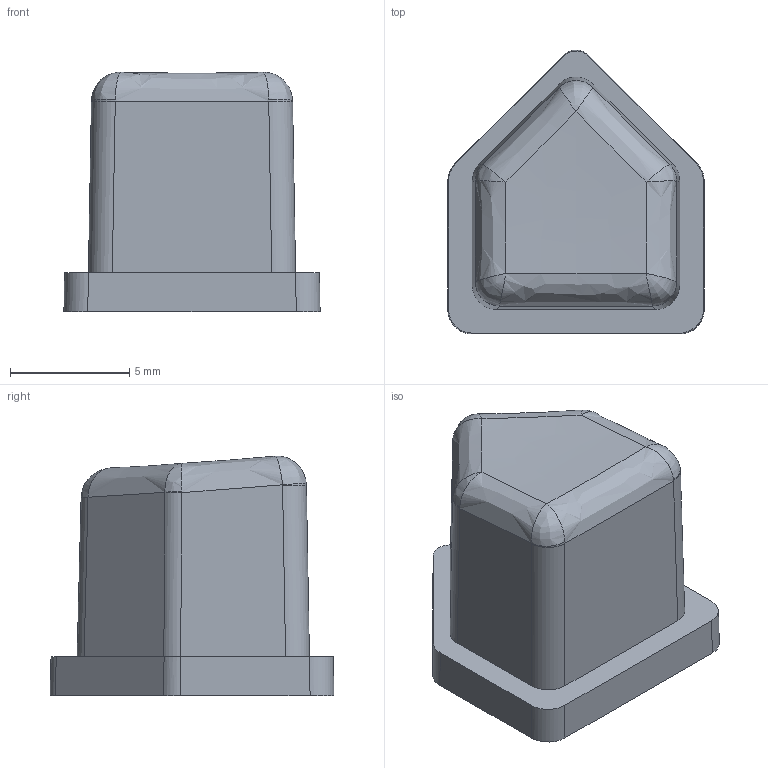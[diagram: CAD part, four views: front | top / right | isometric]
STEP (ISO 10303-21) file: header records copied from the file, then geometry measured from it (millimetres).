
FILE_DESCRIPTION(/* description */ (''),/* implementation_level */ '2;1');
FILE_NAME(/* name */ 'DPad.step',/* time_stamp */ '2025-05-19T13:11:25-07:00',/* author */ (''),/* organization */ (''),/* preprocessor_version */ 'ST-DEVELOPER v20.1',/* originating_system */ 'Autodesk Translation Framework v14.4.0.0',/* authorisation */ '');
FILE_SCHEMA (('AUTOMOTIVE_DESIGN { 1 0 10303 214 3 1 1 }'));
Length unit declared in the file: millimetre
Products named in the file (1): DPad
Bounding box: 10.75 x 11.91 x 10.06 mm (x, y, z)
Volume: 657.9 mm3; surface area: 522.3 mm2
Topology: 1 solids, 1 shells, 40 faces, 97 edges, 56 vertices
Faces by surface type: bspline 15, plane 13, cylinder 10, cone 2
Entity records: 1700 total; most frequent: CARTESIAN_POINT 836, ORIENTED_EDGE 184, DIRECTION 143, EDGE_CURVE 92, VERTEX_POINT 56, AXIS2_PLACEMENT_3D 53, EDGE_LOOP 42, FACE_OUTER_BOUND 40
